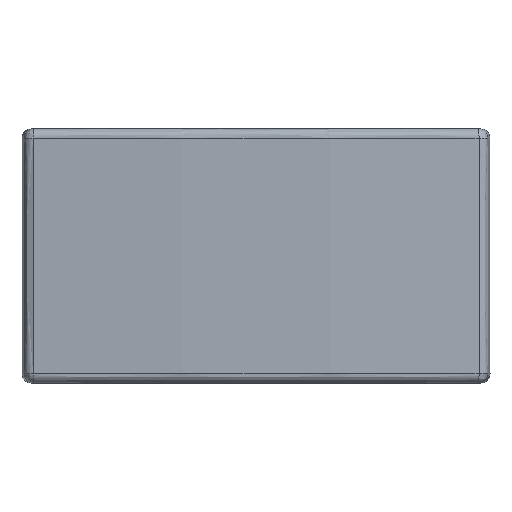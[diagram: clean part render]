
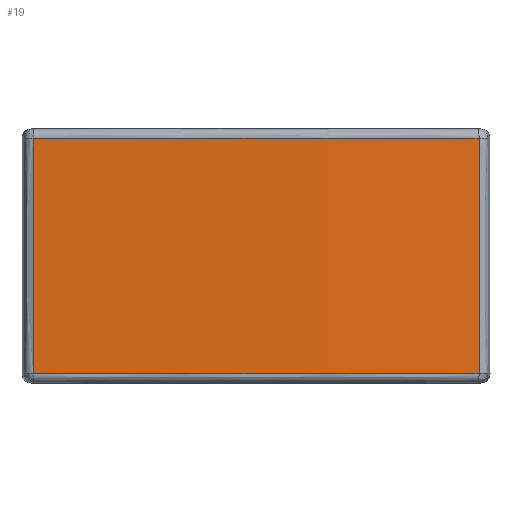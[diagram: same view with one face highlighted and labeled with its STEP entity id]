
A CAD part, left-side view. The second image highlights one B-rep face of the part: STEP entity #19.
In plain terms, the highlighted free-form (B-spline) face has degree [1, 2] with [2, 3] control points.
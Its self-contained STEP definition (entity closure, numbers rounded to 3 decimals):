
#19=ADVANCED_FACE($,(#45),#263,.T.);
#45=FACE_OUTER_BOUND($,#71,.T.);
#71=EDGE_LOOP($,(#112,#113,#114,#115));
#112=ORIENTED_EDGE($,*,*,#208,.T.);
#113=ORIENTED_EDGE($,*,*,#210,.T.);
#114=ORIENTED_EDGE($,*,*,#209,.F.);
#115=ORIENTED_EDGE($,*,*,#211,.T.);
#208=EDGE_CURVE($,#256,#257,#306,.T.);
#209=EDGE_CURVE($,#258,#259,#307,.T.);
#210=EDGE_CURVE($,#257,#259,#308,.T.);
#211=EDGE_CURVE($,#258,#256,#309,.T.);
#256=VERTEX_POINT($,#1032);
#257=VERTEX_POINT($,#1033);
#258=VERTEX_POINT($,#1034);
#259=VERTEX_POINT($,#1035);
#263=(
BOUNDED_SURFACE()
B_SPLINE_SURFACE(1,2,((#670,#671,#672),(#673,#674,#675)),.UNSPECIFIED.,.F.,
.F.,.F.)
B_SPLINE_SURFACE_WITH_KNOTS((2,2),(3,3),(20.,520.614),(16.278,
964.445),.UNSPECIFIED.)
GEOMETRIC_REPRESENTATION_ITEM()
RATIONAL_B_SPLINE_SURFACE(((1.,0.998,1.),(1.,0.998,
1.)))
REPRESENTATION_ITEM($)
SURFACE()
);
#306=(
BOUNDED_CURVE()
B_SPLINE_CURVE(3,(#550,#551,#552,#553),.UNSPECIFIED.,.F.,.F.)
B_SPLINE_CURVE_WITH_KNOTS((4,4),(20.,520.614),.UNSPECIFIED.)
CURVE()
GEOMETRIC_REPRESENTATION_ITEM()
RATIONAL_B_SPLINE_CURVE((1.,1.,1.,1.))
REPRESENTATION_ITEM($)
);
#307=(
BOUNDED_CURVE()
B_SPLINE_CURVE(3,(#554,#555,#556,#557),.UNSPECIFIED.,.F.,.F.)
B_SPLINE_CURVE_WITH_KNOTS((4,4),(20.,520.614),.UNSPECIFIED.)
CURVE()
GEOMETRIC_REPRESENTATION_ITEM()
RATIONAL_B_SPLINE_CURVE((1.,1.,1.,1.))
REPRESENTATION_ITEM($)
);
#308=(
BOUNDED_CURVE()
B_SPLINE_CURVE(3,(#558,#559,#560,#561,#562,#563,#564),.UNSPECIFIED.,.F.,
.F.)
B_SPLINE_CURVE_WITH_KNOTS((4,1,1,1,4),(16.238,240.667,
481.446,722.229,962.039),.UNSPECIFIED.)
CURVE()
GEOMETRIC_REPRESENTATION_ITEM()
RATIONAL_B_SPLINE_CURVE((1.,1.,1.,1.,1.,1.,1.))
REPRESENTATION_ITEM($)
);
#309=(
BOUNDED_CURVE()
B_SPLINE_CURVE(3,(#565,#566,#567,#568,#569,#570,#571),.UNSPECIFIED.,.F.,
.F.)
B_SPLINE_CURVE_WITH_KNOTS((4,1,1,1,4),(16.141,240.667,
481.446,722.229,961.943),.UNSPECIFIED.)
CURVE()
GEOMETRIC_REPRESENTATION_ITEM()
RATIONAL_B_SPLINE_CURVE((1.,1.,1.,1.,1.,1.,1.))
REPRESENTATION_ITEM($)
);
#550=CARTESIAN_POINT($,(69492.674,18947.029,20.));
#551=CARTESIAN_POINT($,(69492.674,18947.029,186.871));
#552=CARTESIAN_POINT($,(69492.674,18947.029,353.743));
#553=CARTESIAN_POINT($,(69492.674,18947.029,520.614));
#554=CARTESIAN_POINT($,(69492.702,19894.643,20.));
#555=CARTESIAN_POINT($,(69492.702,19894.643,186.871));
#556=CARTESIAN_POINT($,(69492.702,19894.643,353.743));
#557=CARTESIAN_POINT($,(69492.702,19894.643,520.614));
#558=CARTESIAN_POINT($,(69492.674,18947.029,520.614));
#559=CARTESIAN_POINT($,(69488.245,19021.895,520.614));
#560=CARTESIAN_POINT($,(69481.243,19177.21,520.614));
#561=CARTESIAN_POINT($,(69477.472,19413.125,520.614));
#562=CARTESIAN_POINT($,(69480.875,19654.187,520.614));
#563=CARTESIAN_POINT($,(69487.965,19814.647,520.614));
#564=CARTESIAN_POINT($,(69492.702,19894.643,520.614));
#565=CARTESIAN_POINT($,(69492.702,19894.643,20.));
#566=CARTESIAN_POINT($,(69488.267,19819.746,20.));
#567=CARTESIAN_POINT($,(69481.255,19664.399,20.));
#568=CARTESIAN_POINT($,(69477.473,19428.452,20.));
#569=CARTESIAN_POINT($,(69480.864,19187.422,20.));
#570=CARTESIAN_POINT($,(69487.943,19026.994,20.));
#571=CARTESIAN_POINT($,(69492.674,18947.029,20.));
#670=CARTESIAN_POINT($,(69492.674,18947.029,20.));
#671=CARTESIAN_POINT($,(69464.647,19420.837,20.));
#672=CARTESIAN_POINT($,(69492.702,19894.643,20.));
#673=CARTESIAN_POINT($,(69492.674,18947.029,520.614));
#674=CARTESIAN_POINT($,(69464.647,19420.837,520.614));
#675=CARTESIAN_POINT($,(69492.702,19894.643,520.614));
#1032=CARTESIAN_POINT($,(69492.674,18947.029,20.));
#1033=CARTESIAN_POINT($,(69492.674,18947.029,520.614));
#1034=CARTESIAN_POINT($,(69492.702,19894.643,20.));
#1035=CARTESIAN_POINT($,(69492.702,19894.643,520.614));
